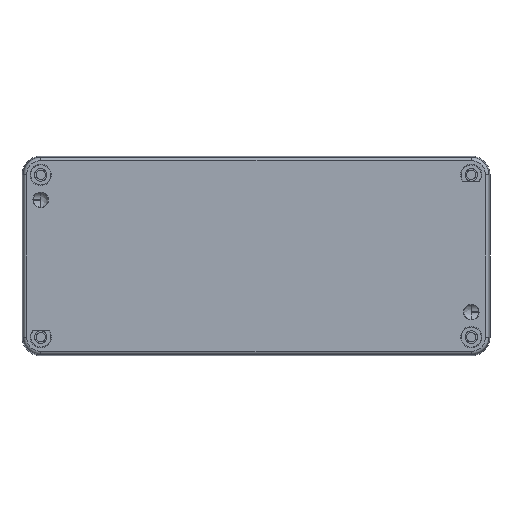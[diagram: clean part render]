
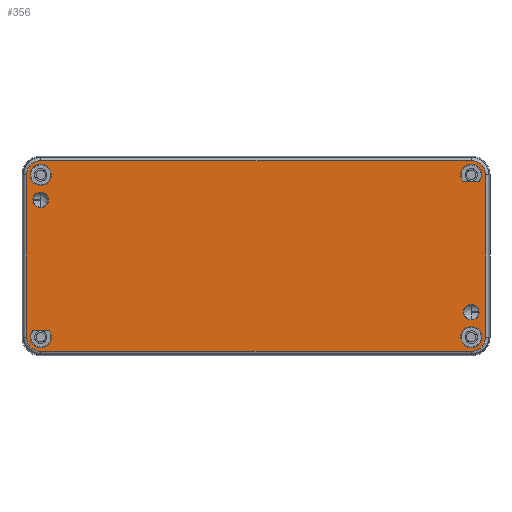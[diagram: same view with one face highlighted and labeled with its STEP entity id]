
A CAD part, front view. The second image highlights one B-rep face of the part: STEP entity #356.
In plain terms, the highlighted planar face has unit normal (0, -1, 0).
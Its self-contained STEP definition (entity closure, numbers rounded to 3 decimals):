
#356 = ADVANCED_FACE( '', ( #873, #874, #875, #876, #877, #878, #879 ), #880, .F. );
#873 = FACE_OUTER_BOUND( '', #1998, .T. );
#874 = FACE_BOUND( '', #1999, .T. );
#875 = FACE_BOUND( '', #2000, .T. );
#876 = FACE_BOUND( '', #2001, .T. );
#877 = FACE_BOUND( '', #2002, .T. );
#878 = FACE_BOUND( '', #2003, .T. );
#879 = FACE_BOUND( '', #2004, .T. );
#880 = PLANE( '', #2005 );
#1998 = EDGE_LOOP( '', ( #3791, #3792, #3793, #3794, #3795, #3796, #3797, #3798 ) );
#1999 = EDGE_LOOP( '', ( #3799, #3800 ) );
#2000 = EDGE_LOOP( '', ( #3801 ) );
#2001 = EDGE_LOOP( '', ( #3802 ) );
#2002 = EDGE_LOOP( '', ( #3803 ) );
#2003 = EDGE_LOOP( '', ( #3804 ) );
#2004 = EDGE_LOOP( '', ( #3805, #3806 ) );
#2005 = AXIS2_PLACEMENT_3D( '', #3807, #3808, #3809 );
#3791 = ORIENTED_EDGE( '', *, *, #7365, .T. );
#3792 = ORIENTED_EDGE( '', *, *, #7366, .T. );
#3793 = ORIENTED_EDGE( '', *, *, #7367, .T. );
#3794 = ORIENTED_EDGE( '', *, *, #7368, .T. );
#3795 = ORIENTED_EDGE( '', *, *, #7369, .T. );
#3796 = ORIENTED_EDGE( '', *, *, #7370, .T. );
#3797 = ORIENTED_EDGE( '', *, *, #7371, .T. );
#3798 = ORIENTED_EDGE( '', *, *, #7372, .T. );
#3799 = ORIENTED_EDGE( '', *, *, #7373, .T. );
#3800 = ORIENTED_EDGE( '', *, *, #7374, .T. );
#3801 = ORIENTED_EDGE( '', *, *, #7375, .F. );
#3802 = ORIENTED_EDGE( '', *, *, #7376, .F. );
#3803 = ORIENTED_EDGE( '', *, *, #7377, .F. );
#3804 = ORIENTED_EDGE( '', *, *, #7378, .F. );
#3805 = ORIENTED_EDGE( '', *, *, #7379, .T. );
#3806 = ORIENTED_EDGE( '', *, *, #7380, .T. );
#3807 = CARTESIAN_POINT( '', ( 0., 0., 0. ) );
#3808 = DIRECTION( '', ( 0., 1., 0. ) );
#3809 = DIRECTION( '', ( 1., 0., 0. ) );
#7365 = EDGE_CURVE( '', #8560, #8561, #8562, .T. );
#7366 = EDGE_CURVE( '', #8561, #8563, #8564, .T. );
#7367 = EDGE_CURVE( '', #8563, #8565, #8566, .T. );
#7368 = EDGE_CURVE( '', #8565, #8567, #8568, .T. );
#7369 = EDGE_CURVE( '', #8567, #8569, #8570, .T. );
#7370 = EDGE_CURVE( '', #8569, #8571, #8572, .T. );
#7371 = EDGE_CURVE( '', #8571, #8573, #8574, .T. );
#7372 = EDGE_CURVE( '', #8573, #8560, #8575, .T. );
#7373 = EDGE_CURVE( '', #8576, #8577, #8578, .T. );
#7374 = EDGE_CURVE( '', #8577, #8576, #8579, .T. );
#7375 = EDGE_CURVE( '', #8580, #8580, #8581, .T. );
#7376 = EDGE_CURVE( '', #8582, #8582, #8583, .T. );
#7377 = EDGE_CURVE( '', #8584, #8584, #8585, .T. );
#7378 = EDGE_CURVE( '', #8586, #8586, #8587, .T. );
#7379 = EDGE_CURVE( '', #8588, #8589, #8590, .T. );
#7380 = EDGE_CURVE( '', #8589, #8588, #8591, .T. );
#8560 = VERTEX_POINT( '', #11137 );
#8561 = VERTEX_POINT( '', #11138 );
#8562 = LINE( '', #11139, #11140 );
#8563 = VERTEX_POINT( '', #11141 );
#8564 = CIRCLE( '', #11142, 4.558 );
#8565 = VERTEX_POINT( '', #11143 );
#8566 = LINE( '', #11144, #11145 );
#8567 = VERTEX_POINT( '', #11146 );
#8568 = CIRCLE( '', #11147, 4.558 );
#8569 = VERTEX_POINT( '', #11148 );
#8570 = LINE( '', #11149, #11150 );
#8571 = VERTEX_POINT( '', #11151 );
#8572 = CIRCLE( '', #11152, 4.558 );
#8573 = VERTEX_POINT( '', #11153 );
#8574 = LINE( '', #11154, #11155 );
#8575 = CIRCLE( '', #11156, 4.558 );
#8576 = VERTEX_POINT( '', #11157 );
#8577 = VERTEX_POINT( '', #11158 );
#8578 = LINE( '', #11159, #11160 );
#8579 = CIRCLE( '', #11161, 3.4 );
#8580 = VERTEX_POINT( '', #11162 );
#8581 = CIRCLE( '', #11163, 2.5 );
#8582 = VERTEX_POINT( '', #11164 );
#8583 = CIRCLE( '', #11165, 2.5 );
#8584 = VERTEX_POINT( '', #11166 );
#8585 = CIRCLE( '', #11167, 3.4 );
#8586 = VERTEX_POINT( '', #11168 );
#8587 = CIRCLE( '', #11169, 3.4 );
#8588 = VERTEX_POINT( '', #11170 );
#8589 = VERTEX_POINT( '', #11171 );
#8590 = LINE( '', #11172, #11173 );
#8591 = CIRCLE( '', #11174, 3.4 );
#11137 = CARTESIAN_POINT( '', ( -73.558, 0., 26. ) );
#11138 = CARTESIAN_POINT( '', ( -73.558, 0., -26. ) );
#11139 = CARTESIAN_POINT( '', ( -73.558, 0., 26. ) );
#11140 = VECTOR( '', #14705, 1000. );
#11141 = CARTESIAN_POINT( '', ( -69., 0., -30.558 ) );
#11142 = AXIS2_PLACEMENT_3D( '', #14706, #14707, #14708 );
#11143 = CARTESIAN_POINT( '', ( 69., 0., -30.558 ) );
#11144 = CARTESIAN_POINT( '', ( -69., 0., -30.558 ) );
#11145 = VECTOR( '', #14709, 1000. );
#11146 = CARTESIAN_POINT( '', ( 73.558, 0., -26. ) );
#11147 = AXIS2_PLACEMENT_3D( '', #14710, #14711, #14712 );
#11148 = CARTESIAN_POINT( '', ( 73.558, 0., 26. ) );
#11149 = CARTESIAN_POINT( '', ( 73.558, 0., -26. ) );
#11150 = VECTOR( '', #14713, 1000. );
#11151 = CARTESIAN_POINT( '', ( 69., 0., 30.558 ) );
#11152 = AXIS2_PLACEMENT_3D( '', #14714, #14715, #14716 );
#11153 = CARTESIAN_POINT( '', ( -69., 0., 30.558 ) );
#11154 = CARTESIAN_POINT( '', ( 69., 0., 30.558 ) );
#11155 = VECTOR( '', #14717, 1000. );
#11156 = AXIS2_PLACEMENT_3D( '', #14718, #14719, #14720 );
#11157 = CARTESIAN_POINT( '', ( -71.75, 0., -24. ) );
#11158 = CARTESIAN_POINT( '', ( -66.25, 0., -24. ) );
#11159 = CARTESIAN_POINT( '', ( -71.75, 0., -24. ) );
#11160 = VECTOR( '', #14721, 1000. );
#11161 = AXIS2_PLACEMENT_3D( '', #14722, #14723, #14724 );
#11162 = CARTESIAN_POINT( '', ( 71.5, 0., -18. ) );
#11163 = AXIS2_PLACEMENT_3D( '', #14725, #14726, #14727 );
#11164 = CARTESIAN_POINT( '', ( -71.5, 0., 18. ) );
#11165 = AXIS2_PLACEMENT_3D( '', #14728, #14729, #14730 );
#11166 = CARTESIAN_POINT( '', ( 69., 0., -22.6 ) );
#11167 = AXIS2_PLACEMENT_3D( '', #14731, #14732, #14733 );
#11168 = CARTESIAN_POINT( '', ( -69., 0., 22.6 ) );
#11169 = AXIS2_PLACEMENT_3D( '', #14734, #14735, #14736 );
#11170 = CARTESIAN_POINT( '', ( 71.75, 0., 24. ) );
#11171 = CARTESIAN_POINT( '', ( 66.25, 0., 24. ) );
#11172 = CARTESIAN_POINT( '', ( 71.75, 0., 24. ) );
#11173 = VECTOR( '', #14737, 1000. );
#11174 = AXIS2_PLACEMENT_3D( '', #14738, #14739, #14740 );
#14705 = DIRECTION( '', ( 0., 0., -1. ) );
#14706 = CARTESIAN_POINT( '', ( -69., 0., -26. ) );
#14707 = DIRECTION( '', ( 0., -1., 0. ) );
#14708 = DIRECTION( '', ( -1., 0., 0. ) );
#14709 = DIRECTION( '', ( 1., 0., 0. ) );
#14710 = CARTESIAN_POINT( '', ( 69., 0., -26. ) );
#14711 = DIRECTION( '', ( 0., -1., 0. ) );
#14712 = DIRECTION( '', ( 0., 0., -1. ) );
#14713 = DIRECTION( '', ( 0., 0., 1. ) );
#14714 = CARTESIAN_POINT( '', ( 69., 0., 26. ) );
#14715 = DIRECTION( '', ( 0., -1., 0. ) );
#14716 = DIRECTION( '', ( 1., 0., 0. ) );
#14717 = DIRECTION( '', ( -1., 0., 0. ) );
#14718 = CARTESIAN_POINT( '', ( -69., 0., 26. ) );
#14719 = DIRECTION( '', ( 0., -1., 0. ) );
#14720 = DIRECTION( '', ( 0., 0., 1. ) );
#14721 = DIRECTION( '', ( 1., 0., 0. ) );
#14722 = CARTESIAN_POINT( '', ( -69., 0., -26. ) );
#14723 = DIRECTION( '', ( 0., 1., 0. ) );
#14724 = DIRECTION( '', ( 0.809, 0., 0.588 ) );
#14725 = CARTESIAN_POINT( '', ( 69., 0., -18. ) );
#14726 = DIRECTION( '', ( 0., -1., 0. ) );
#14727 = DIRECTION( '', ( 1., 0., 0. ) );
#14728 = CARTESIAN_POINT( '', ( -69., 0., 18. ) );
#14729 = DIRECTION( '', ( 0., -1., 0. ) );
#14730 = DIRECTION( '', ( -1., 0., 0. ) );
#14731 = CARTESIAN_POINT( '', ( 69., 0., -26. ) );
#14732 = DIRECTION( '', ( 0., -1., 0. ) );
#14733 = DIRECTION( '', ( 0., 0., 1. ) );
#14734 = CARTESIAN_POINT( '', ( -69., 0., 26. ) );
#14735 = DIRECTION( '', ( 0., -1., 0. ) );
#14736 = DIRECTION( '', ( 0., 0., -1. ) );
#14737 = DIRECTION( '', ( -1., 0., 0. ) );
#14738 = CARTESIAN_POINT( '', ( 69., 0., 26. ) );
#14739 = DIRECTION( '', ( 0., 1., 0. ) );
#14740 = DIRECTION( '', ( -0.809, 0., -0.588 ) );
